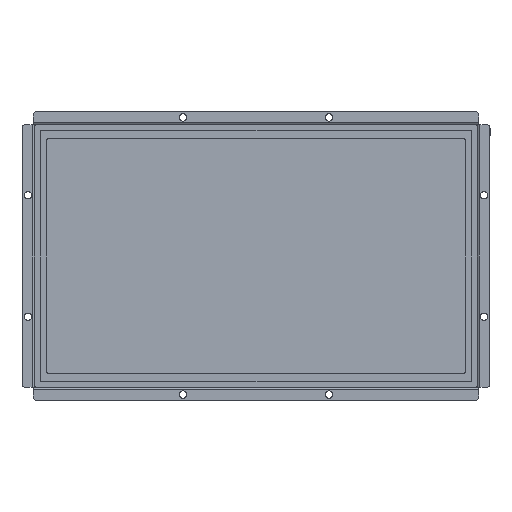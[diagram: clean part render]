
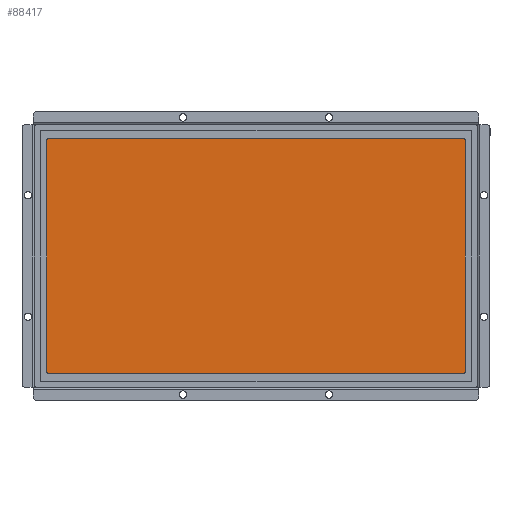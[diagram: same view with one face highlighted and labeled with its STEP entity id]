
A CAD part, front view. The second image highlights one B-rep face of the part: STEP entity #88417.
In plain terms, the highlighted face is planar.
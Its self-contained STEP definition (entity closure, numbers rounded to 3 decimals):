
#4432=PLANE('',#95227);
#13370=LINE('',#167050,#22669);
#13371=LINE('',#167054,#22670);
#13372=LINE('',#167058,#22671);
#13373=LINE('',#167061,#22672);
#22669=VECTOR('',#116674,10.);
#22670=VECTOR('',#116677,10.);
#22671=VECTOR('',#116680,10.);
#22672=VECTOR('',#116683,10.);
#28383=FACE_OUTER_BOUND('',#33242,.T.);
#33242=EDGE_LOOP('',(#78506,#78507,#78508,#78509,#78510,#78511,#78512,#78513));
#35578=CIRCLE('',#95205,2.);
#35579=CIRCLE('',#95206,2.);
#35580=CIRCLE('',#95207,2.);
#35581=CIRCLE('',#95208,2.);
#43243=VERTEX_POINT('',#167046);
#43244=VERTEX_POINT('',#167047);
#43245=VERTEX_POINT('',#167049);
#43246=VERTEX_POINT('',#167051);
#43247=VERTEX_POINT('',#167053);
#43248=VERTEX_POINT('',#167055);
#43249=VERTEX_POINT('',#167057);
#43250=VERTEX_POINT('',#167059);
#55069=EDGE_CURVE('',#43243,#43244,#35578,.T.);
#55070=EDGE_CURVE('',#43245,#43243,#13370,.T.);
#55071=EDGE_CURVE('',#43246,#43245,#35579,.T.);
#55072=EDGE_CURVE('',#43247,#43246,#13371,.T.);
#55073=EDGE_CURVE('',#43248,#43247,#35580,.T.);
#55074=EDGE_CURVE('',#43249,#43248,#13372,.T.);
#55075=EDGE_CURVE('',#43250,#43249,#35581,.T.);
#55076=EDGE_CURVE('',#43244,#43250,#13373,.T.);
#78506=ORIENTED_EDGE('',*,*,#55069,.T.);
#78507=ORIENTED_EDGE('',*,*,#55076,.T.);
#78508=ORIENTED_EDGE('',*,*,#55075,.T.);
#78509=ORIENTED_EDGE('',*,*,#55074,.T.);
#78510=ORIENTED_EDGE('',*,*,#55073,.T.);
#78511=ORIENTED_EDGE('',*,*,#55072,.T.);
#78512=ORIENTED_EDGE('',*,*,#55071,.T.);
#78513=ORIENTED_EDGE('',*,*,#55070,.T.);
#88417=ADVANCED_FACE('',(#28383),#4432,.T.);
#95205=AXIS2_PLACEMENT_3D('',#167048,#116672,#116673);
#95206=AXIS2_PLACEMENT_3D('',#167052,#116675,#116676);
#95207=AXIS2_PLACEMENT_3D('',#167056,#116678,#116679);
#95208=AXIS2_PLACEMENT_3D('',#167060,#116681,#116682);
#95227=AXIS2_PLACEMENT_3D('',#167112,#116740,#116741);
#116672=DIRECTION('center_axis',(0.,0.,1.));
#116673=DIRECTION('ref_axis',(-1.,0.,0.));
#116674=DIRECTION('',(0.,1.,0.));
#116675=DIRECTION('center_axis',(0.,0.,1.));
#116676=DIRECTION('ref_axis',(0.,1.,0.));
#116677=DIRECTION('',(1.,0.,0.));
#116678=DIRECTION('center_axis',(0.,0.,1.));
#116679=DIRECTION('ref_axis',(1.,0.,0.));
#116680=DIRECTION('',(0.,-1.,0.));
#116681=DIRECTION('center_axis',(0.,0.,1.));
#116682=DIRECTION('ref_axis',(0.,-1.,0.));
#116683=DIRECTION('',(-1.,0.,0.));
#116740=DIRECTION('center_axis',(0.,0.,1.));
#116741=DIRECTION('ref_axis',(1.,0.,0.));
#167046=CARTESIAN_POINT('',(172.23,94.945,9.8));
#167047=CARTESIAN_POINT('',(170.23,96.945,9.8));
#167048=CARTESIAN_POINT('Origin',(170.23,94.945,9.8));
#167049=CARTESIAN_POINT('',(172.23,-94.945,9.8));
#167050=CARTESIAN_POINT('',(172.23,-47.473,9.8));
#167051=CARTESIAN_POINT('',(170.23,-96.945,9.8));
#167052=CARTESIAN_POINT('Origin',(170.23,-94.945,9.8));
#167053=CARTESIAN_POINT('',(-170.23,-96.945,9.8));
#167054=CARTESIAN_POINT('',(-85.115,-96.945,9.8));
#167055=CARTESIAN_POINT('',(-172.23,-94.945,9.8));
#167056=CARTESIAN_POINT('Origin',(-170.23,-94.945,9.8));
#167057=CARTESIAN_POINT('',(-172.23,94.945,9.8));
#167058=CARTESIAN_POINT('',(-172.23,47.473,9.8));
#167059=CARTESIAN_POINT('',(-170.23,96.945,9.8));
#167060=CARTESIAN_POINT('Origin',(-170.23,94.945,9.8));
#167061=CARTESIAN_POINT('',(85.115,96.945,9.8));
#167112=CARTESIAN_POINT('Origin',(0.,0.,
9.8));
